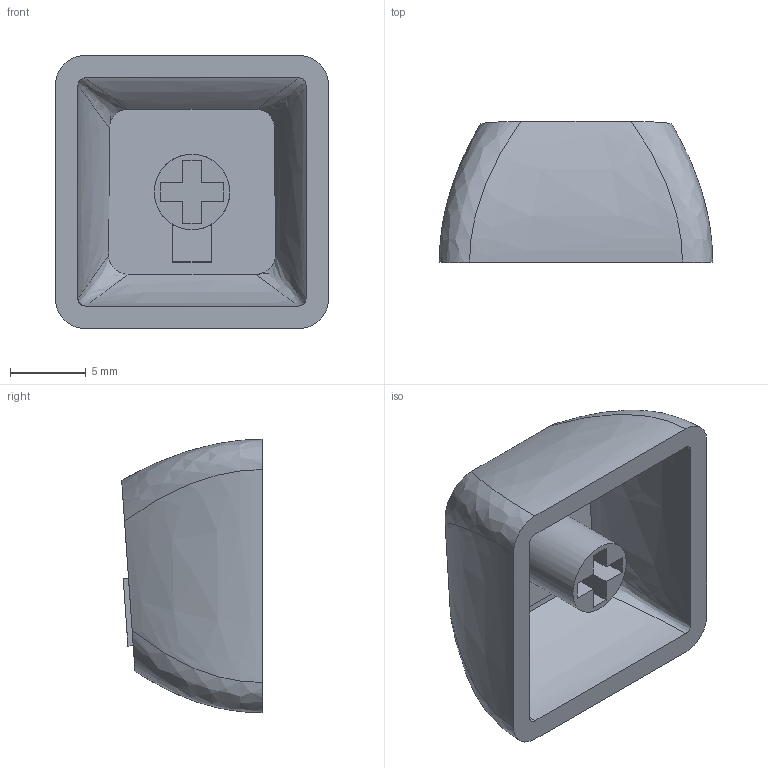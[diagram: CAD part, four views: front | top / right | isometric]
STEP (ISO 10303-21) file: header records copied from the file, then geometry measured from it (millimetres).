
FILE_DESCRIPTION(/* description */ (''),/* implementation_level */ '2;1');
FILE_NAME(/* name */ 'B.step',/* time_stamp */ '2022-04-14T16:57:15-03:00',/* author */ (''),/* organization */ (''),/* preprocessor_version */ 'ST-DEVELOPER v18.1',/* originating_system */ 'Autodesk Translation Framework v10.14.0.1471',/* authorisation */ '');
FILE_SCHEMA (('AUTOMOTIVE_DESIGN { 1 0 10303 214 3 1 1 }'));
Length unit declared in the file: millimetre
Products named in the file (1): B
Bounding box: 18.1 x 9.31 x 18.1 mm (x, y, z)
Volume: 1033.8 mm3; surface area: 1667.5 mm2
Topology: 2 solids, 2 shells, 99 faces, 274 edges, 183 vertices
Faces by surface type: plane 58, bspline 40, cylinder 1
Full cylindrical faces by diameter (mm): 5 x1
Entity records: 4188 total; most frequent: CARTESIAN_POINT 1917, ORIENTED_EDGE 548, DIRECTION 306, EDGE_CURVE 274, VERTEX_POINT 183, LINE 162, VECTOR 162, EDGE_LOOP 107
